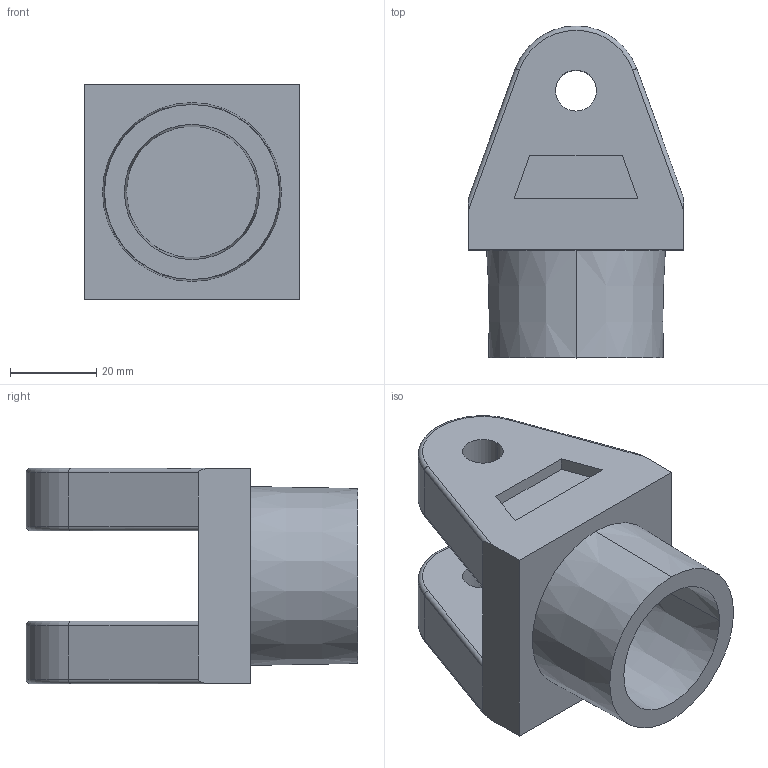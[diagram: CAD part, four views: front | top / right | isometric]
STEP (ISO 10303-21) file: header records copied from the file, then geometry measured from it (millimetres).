
FILE_DESCRIPTION (( 'STEP AP203' ), '1' );
FILE_NAME ('T58748.STEP', '2018-08-10T15:43:40', ( '' ), ( '' ), 'SwSTEP 2.0', 'SolidWorks 2016', '' );
FILE_SCHEMA (( 'CONFIG_CONTROL_DESIGN' ));
Length unit declared in the file: millimetre
Products named in the file (1): T58748
Bounding box: 50 x 77 x 50 mm (x, y, z)
Volume: 81063.3 mm3; surface area: 20738 mm2
Topology: 1 solids, 1 shells, 46 faces, 108 edges, 68 vertices
Faces by surface type: plane 24, cylinder 14, cone 4, torus 4
Entity records: 1393 total; most frequent: CARTESIAN_POINT 247, DIRECTION 226, ORIENTED_EDGE 216, EDGE_CURVE 108, AXIS2_PLACEMENT_3D 79, LINE 68, VECTOR 68, VERTEX_POINT 68
